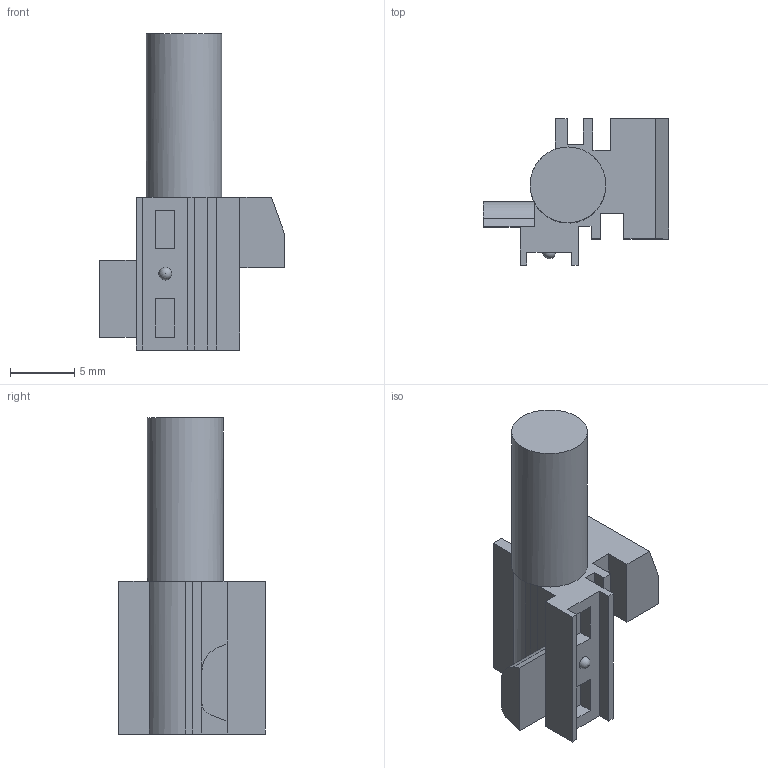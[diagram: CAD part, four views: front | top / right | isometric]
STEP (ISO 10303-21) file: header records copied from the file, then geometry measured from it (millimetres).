
FILE_DESCRIPTION(('FreeCAD Model'),'2;1');
FILE_NAME('Open CASCADE Shape Model','2025-02-28T13:54:54',(''),(''), 'Open CASCADE STEP processor 7.8','FreeCAD','Unknown');
FILE_SCHEMA(('AUTOMOTIVE_DESIGN { 1 0 10303 214 1 1 1 1 }'));
Length unit declared in the file: millimetre
Products named in the file (1): switch_actuator_front_fillet
Bounding box: 14.41 x 11.39 x 24.59 mm (x, y, z)
Volume: 1021.9 mm3; surface area: 1281 mm2
Topology: 1 solids, 1 shells, 60 faces, 160 edges, 105 vertices
Faces by surface type: plane 54, cylinder 5, sphere 1
Full cylindrical faces by diameter (mm): 5.08 x1, 5.905 x1
Entity records: 3898 total; most frequent: CARTESIAN_POINT 731, DIRECTION 561, LINE 402, VECTOR 402, ORIENTED_EDGE 318, PCURVE 318, DEFINITIONAL_REPRESENTATION 318, EDGE_CURVE 159
